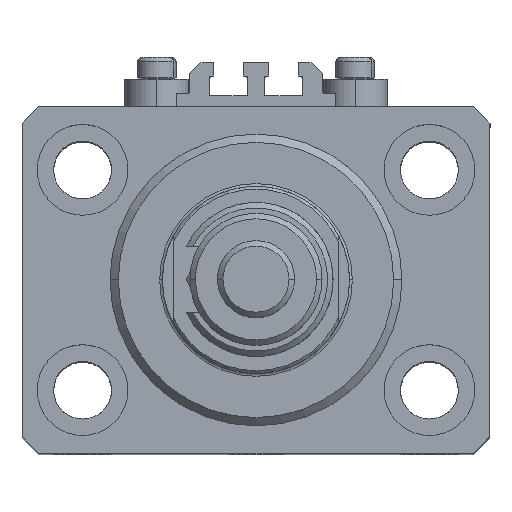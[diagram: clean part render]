
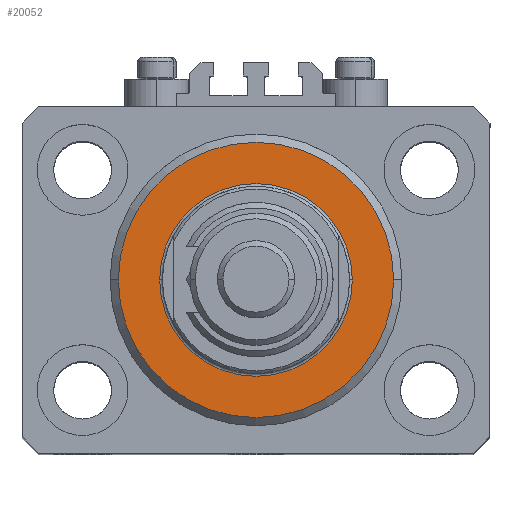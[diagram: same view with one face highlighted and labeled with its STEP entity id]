
A CAD part, top view. The second image highlights one B-rep face of the part: STEP entity #20052.
In plain terms, the highlighted face is planar.
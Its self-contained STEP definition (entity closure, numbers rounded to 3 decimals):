
#1206 = PLANE ( 'NONE',  #48490 ) ;
#2548 = DIRECTION ( 'NONE',  ( 1., 0., 0. ) ) ;
#3799 = CIRCLE ( 'NONE', #13704, 25. ) ;
#4238 = DIRECTION ( 'NONE',  ( 0., 0., -1. ) ) ;
#6527 = CIRCLE ( 'NONE', #35262, 17.5 ) ;
#8816 = EDGE_CURVE ( 'NONE', #47372, #37645, #49802, .T. ) ;
#9712 = CARTESIAN_POINT ( 'NONE',  ( 25., 0., 0. ) ) ;
#11037 = EDGE_CURVE ( 'NONE', #12025, #25675, #39916, .T. ) ;
#12025 = VERTEX_POINT ( 'NONE', #9712 ) ;
#13594 = EDGE_CURVE ( 'NONE', #25675, #12025, #3799, .T. ) ;
#13704 = AXIS2_PLACEMENT_3D ( 'NONE', #49421, #26752, #2548 ) ;
#14279 = ORIENTED_EDGE ( 'NONE', *, *, #8816, .T. ) ;
#15556 = EDGE_LOOP ( 'NONE', ( #42264, #22807 ) ) ;
#15961 = CARTESIAN_POINT ( 'NONE',  ( 17.5, 0., 0. ) ) ;
#16814 = CARTESIAN_POINT ( 'NONE',  ( -17.5, 0., 0. ) ) ;
#19265 = EDGE_CURVE ( 'NONE', #37645, #47372, #6527, .T. ) ;
#19924 = DIRECTION ( 'NONE',  ( 1., 0., 0. ) ) ;
#20052 = ADVANCED_FACE ( 'NONE', ( #21276, #32358 ), #1206, .F. ) ;
#20180 = AXIS2_PLACEMENT_3D ( 'NONE', #23793, #4238, #19924 ) ;
#20756 = DIRECTION ( 'NONE',  ( 0., 0., 1. ) ) ;
#21276 = FACE_BOUND ( 'NONE', #41870, .T. ) ;
#22041 = DIRECTION ( 'NONE',  ( 0., 0., 1. ) ) ;
#22807 = ORIENTED_EDGE ( 'NONE', *, *, #13594, .T. ) ;
#23793 = CARTESIAN_POINT ( 'NONE',  ( 0., 0., 0. ) ) ;
#25132 = AXIS2_PLACEMENT_3D ( 'NONE', #41800, #29474, #33820 ) ;
#25675 = VERTEX_POINT ( 'NONE', #43116 ) ;
#26752 = DIRECTION ( 'NONE',  ( 0., 0., -1. ) ) ;
#29474 = DIRECTION ( 'NONE',  ( 0., 0., 1. ) ) ;
#32358 = FACE_OUTER_BOUND ( 'NONE', #15556, .T. ) ;
#33820 = DIRECTION ( 'NONE',  ( 1., 0., 0. ) ) ;
#35262 = AXIS2_PLACEMENT_3D ( 'NONE', #50347, #22041, #41846 ) ;
#36977 = DIRECTION ( 'NONE',  ( 1., 0., 0. ) ) ;
#37645 = VERTEX_POINT ( 'NONE', #15961 ) ;
#39916 = CIRCLE ( 'NONE', #20180, 25. ) ;
#41800 = CARTESIAN_POINT ( 'NONE',  ( 0., 0., 0. ) ) ;
#41846 = DIRECTION ( 'NONE',  ( 1., 0., 0. ) ) ;
#41870 = EDGE_LOOP ( 'NONE', ( #42246, #14279 ) ) ;
#42246 = ORIENTED_EDGE ( 'NONE', *, *, #19265, .T. ) ;
#42264 = ORIENTED_EDGE ( 'NONE', *, *, #11037, .T. ) ;
#43116 = CARTESIAN_POINT ( 'NONE',  ( -25., 0., 0. ) ) ;
#47372 = VERTEX_POINT ( 'NONE', #16814 ) ;
#48083 = CARTESIAN_POINT ( 'NONE',  ( 0., 0., 0. ) ) ;
#48490 = AXIS2_PLACEMENT_3D ( 'NONE', #48083, #20756, #36977 ) ;
#49421 = CARTESIAN_POINT ( 'NONE',  ( 0., 0., 0. ) ) ;
#49802 = CIRCLE ( 'NONE', #25132, 17.5 ) ;
#50347 = CARTESIAN_POINT ( 'NONE',  ( 0., 0., 0. ) ) ;
